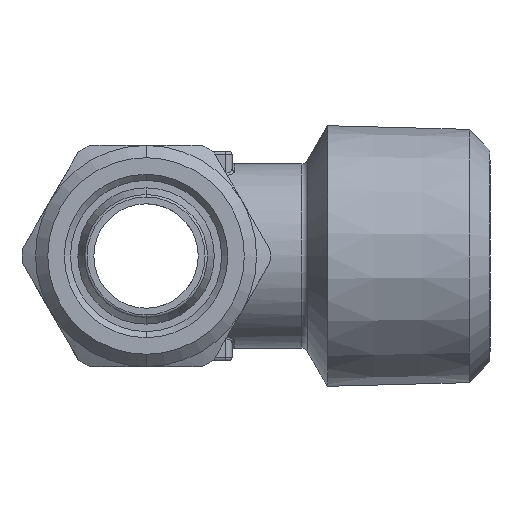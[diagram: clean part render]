
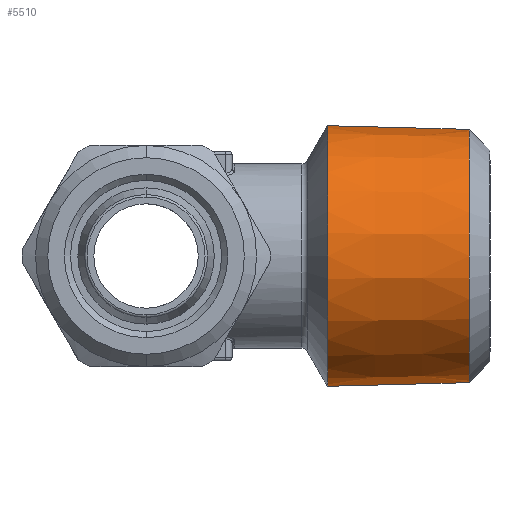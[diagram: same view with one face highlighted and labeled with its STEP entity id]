
A CAD part, left-side view. The second image highlights one B-rep face of the part: STEP entity #5510.
In plain terms, the highlighted conical face has half-angle 1.47 degrees and reference radius 10.626 mm.
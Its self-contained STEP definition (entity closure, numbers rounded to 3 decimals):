
#153 = ORIENTED_EDGE ( 'NONE', *, *, #5456, .F. ) ;
#154 = ORIENTED_EDGE ( 'NONE', *, *, #4254, .F. ) ;
#162 = ORIENTED_EDGE ( 'NONE', *, *, #4230, .T. ) ;
#176 = ORIENTED_EDGE ( 'NONE', *, *, #5570, .T. ) ;
#634 = DIRECTION ( 'NONE',  ( 0., 1., -0.026 ) ) ;
#636 = CARTESIAN_POINT ( 'NONE',  ( 0., -14., -10.626 ) ) ;
#790 = CIRCLE ( 'NONE', #792, 10.311 ) ;
#792 = AXIS2_PLACEMENT_3D ( 'NONE', #3745, #3738, #3740 ) ;
#1513 = VECTOR ( 'NONE', #634, 1000. ) ;
#2215 = EDGE_LOOP ( 'NONE', ( #153, #154, #176, #162 ) ) ;
#2364 = CONICAL_SURFACE ( 'NONE', #2365, 10.626, 0.026 ) ;
#2365 = AXIS2_PLACEMENT_3D ( 'NONE', #6533, #6542, #6550 ) ;
#2453 = VECTOR ( 'NONE', #4641, 1000. ) ;
#3579 = CARTESIAN_POINT ( 'NONE',  ( 0., -26.3, -10.311 ) ) ;
#3600 = CARTESIAN_POINT ( 'NONE',  ( 0., -14.773, -10.607 ) ) ;
#3624 = CARTESIAN_POINT ( 'NONE',  ( 0., -26.3, 10.311 ) ) ;
#3738 = DIRECTION ( 'NONE',  ( 0., -1., 0. ) ) ;
#3740 = DIRECTION ( 'NONE',  ( 0., 0., -1. ) ) ;
#3745 = CARTESIAN_POINT ( 'NONE',  ( 0., -26.3, 0. ) ) ;
#4038 = LINE ( 'NONE', #4640, #2453 ) ;
#4230 = EDGE_CURVE ( 'NONE', #5844, #4949, #6591, .T. ) ;
#4254 = EDGE_CURVE ( 'NONE', #4931, #4964, #790, .T. ) ;
#4640 = CARTESIAN_POINT ( 'NONE',  ( 0., -14., 10.626 ) ) ;
#4641 = DIRECTION ( 'NONE',  ( 0., 1., 0.026 ) ) ;
#4931 = VERTEX_POINT ( 'NONE', #3624 ) ;
#4949 = VERTEX_POINT ( 'NONE', #3600 ) ;
#4964 = VERTEX_POINT ( 'NONE', #3579 ) ;
#5069 = CARTESIAN_POINT ( 'NONE',  ( 0., -14.773, 10.607 ) ) ;
#5456 = EDGE_CURVE ( 'NONE', #4964, #4949, #7042, .T. ) ;
#5510 = ADVANCED_FACE ( 'NONE', ( #6998 ), #2364, .T. ) ;
#5570 = EDGE_CURVE ( 'NONE', #4931, #5844, #4038, .T. ) ;
#5844 = VERTEX_POINT ( 'NONE', #5069 ) ;
#6533 = CARTESIAN_POINT ( 'NONE',  ( 0., -14., 0. ) ) ;
#6542 = DIRECTION ( 'NONE',  ( 0., 1., 0. ) ) ;
#6550 = DIRECTION ( 'NONE',  ( 0., 0., 1. ) ) ;
#6572 = AXIS2_PLACEMENT_3D ( 'NONE', #6666, #6662, #6663 ) ;
#6591 = CIRCLE ( 'NONE', #6572, 10.607 ) ;
#6662 = DIRECTION ( 'NONE',  ( 0., -1., 0. ) ) ;
#6663 = DIRECTION ( 'NONE',  ( 0., 0., 1. ) ) ;
#6666 = CARTESIAN_POINT ( 'NONE',  ( 0., -14.773, 0. ) ) ;
#6998 = FACE_OUTER_BOUND ( 'NONE', #2215, .T. ) ;
#7042 = LINE ( 'NONE', #636, #1513 ) ;
